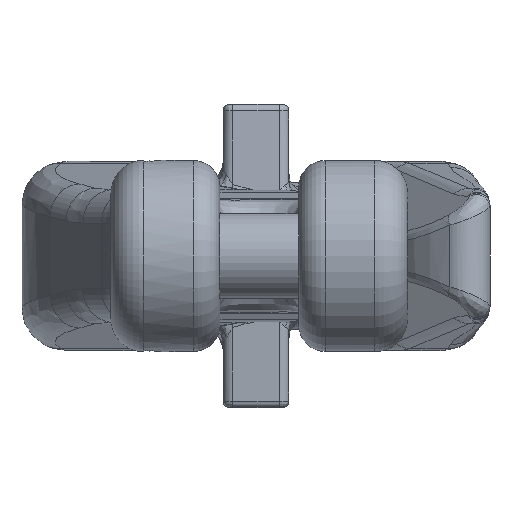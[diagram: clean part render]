
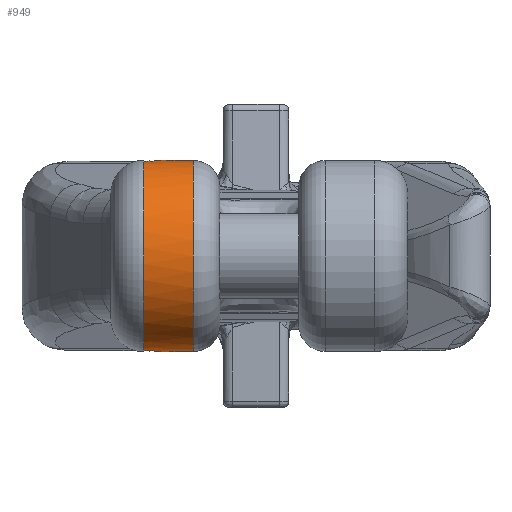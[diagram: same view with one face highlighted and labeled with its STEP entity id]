
A CAD part, left-side view. The second image highlights one B-rep face of the part: STEP entity #949.
In plain terms, the highlighted cylindrical face has radius 14.5 mm (diameter 29 mm), a partial arc.
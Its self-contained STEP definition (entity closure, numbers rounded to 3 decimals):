
#462=CYLINDRICAL_SURFACE('',#7214,14.5);
#534=FACE_OUTER_BOUND('',#2592,.T.);
#949=ADVANCED_FACE('',(#534),#462,.T.);
#1514=CIRCLE('',#7210,14.5);
#1515=CIRCLE('',#7211,14.5);
#1516=CIRCLE('',#7212,14.5);
#1517=CIRCLE('',#7213,14.5);
#1793=LINE('',#9856,#2156);
#1794=LINE('',#9860,#2157);
#2156=VECTOR('',#7764,1.);
#2157=VECTOR('',#7767,1.);
#2592=EDGE_LOOP('',(#3176,#3177,#3178,#3179,#3180,#3181,#3182,#3183));
#3176=ORIENTED_EDGE('',*,*,#5852,.T.);
#3177=ORIENTED_EDGE('',*,*,#5853,.T.);
#3178=ORIENTED_EDGE('',*,*,#5854,.T.);
#3179=ORIENTED_EDGE('',*,*,#5855,.T.);
#3180=ORIENTED_EDGE('',*,*,#5856,.T.);
#3181=ORIENTED_EDGE('',*,*,#5857,.T.);
#3182=ORIENTED_EDGE('',*,*,#5858,.T.);
#3183=ORIENTED_EDGE('',*,*,#5859,.T.);
#5226=VERTEX_POINT('',#9811);
#5227=VERTEX_POINT('',#9812);
#5228=VERTEX_POINT('',#9853);
#5229=VERTEX_POINT('',#9855);
#5230=VERTEX_POINT('',#9857);
#5231=VERTEX_POINT('',#9859);
#5232=VERTEX_POINT('',#9861);
#5233=VERTEX_POINT('',#9863);
#5852=EDGE_CURVE('',#5226,#5227,#1514,.T.);
#5853=EDGE_CURVE('',#5227,#5228,#6802,.T.);
#5854=EDGE_CURVE('',#5228,#5229,#1515,.T.);
#5855=EDGE_CURVE('',#5229,#5230,#1793,.T.);
#5856=EDGE_CURVE('',#5230,#5231,#1516,.T.);
#5857=EDGE_CURVE('',#5231,#5232,#1794,.T.);
#5858=EDGE_CURVE('',#5232,#5233,#1517,.T.);
#5859=EDGE_CURVE('',#5233,#5226,#6803,.T.);
#6802=B_SPLINE_CURVE_WITH_KNOTS('',3,(#9813,#9814,#9815,#9816,#9817,#9818,
#9819,#9820,#9821,#9822,#9823,#9824,#9825,#9826,#9827,#9828,#9829,#9830,
#9831,#9832,#9833,#9834,#9835,#9836,#9837,#9838,#9839,#9840,#9841,#9842,
#9843,#9844,#9845,#9846,#9847,#9848,#9849,#9850,#9851,#9852),
 .UNSPECIFIED.,.F.,.F.,(4,3,3,3,3,3,3,3,3,3,3,3,3,4),(0.,0.082,
0.164,0.246,0.328,0.411,
0.493,0.575,0.657,0.739,
0.822,0.905,0.986,1.),.UNSPECIFIED.);
#6803=B_SPLINE_CURVE_WITH_KNOTS('',3,(#9864,#9865,#9866,#9867,#9868,#9869,
#9870,#9871,#9872,#9873,#9874,#9875,#9876,#9877,#9878,#9879,#9880,#9881,
#9882,#9883,#9884,#9885,#9886,#9887,#9888,#9889,#9890,#9891,#9892,#9893,
#9894,#9895,#9896,#9897,#9898,#9899,#9900,#9901,#9902,#9903),
 .UNSPECIFIED.,.F.,.F.,(4,3,3,3,3,3,3,3,3,3,3,3,3,4),(0.,0.082,
0.164,0.246,0.328,0.411,
0.493,0.575,0.657,0.739,
0.822,0.905,0.986,1.),.UNSPECIFIED.);
#7210=AXIS2_PLACEMENT_3D('',#9810,#7760,#7761);
#7211=AXIS2_PLACEMENT_3D('',#9854,#7762,#7763);
#7212=AXIS2_PLACEMENT_3D('',#9858,#7765,#7766);
#7213=AXIS2_PLACEMENT_3D('',#9862,#7768,#7769);
#7214=AXIS2_PLACEMENT_3D('',#9904,#7770,#7771);
#7760=DIRECTION('',(0.,-1.,0.));
#7761=DIRECTION('',(-1.,0.,0.));
#7762=DIRECTION('',(0.,-1.,0.));
#7763=DIRECTION('',(-1.,0.,0.));
#7764=DIRECTION('',(0.,-1.,0.));
#7765=DIRECTION('',(0.,1.,0.));
#7766=DIRECTION('',(1.,0.,0.));
#7767=DIRECTION('',(0.,1.,0.));
#7768=DIRECTION('',(0.,-1.,0.));
#7769=DIRECTION('',(-1.,0.,0.));
#7770=DIRECTION('',(0.,-1.,0.));
#7771=DIRECTION('',(0.,0.,-1.));
#9810=CARTESIAN_POINT('',(-78.4,17.5,0.));
#9811=CARTESIAN_POINT('',(-79.956,17.5,14.416));
#9812=CARTESIAN_POINT('',(-79.956,17.5,-14.416));
#9813=CARTESIAN_POINT('',(-79.956,17.5,-14.416));
#9814=CARTESIAN_POINT('',(-80.045,17.327,-14.407));
#9815=CARTESIAN_POINT('',(-80.106,17.136,-14.399));
#9816=CARTESIAN_POINT('',(-80.133,16.943,-14.396));
#9817=CARTESIAN_POINT('',(-80.16,16.75,-14.393));
#9818=CARTESIAN_POINT('',(-80.154,16.549,-14.394));
#9819=CARTESIAN_POINT('',(-80.116,16.358,-14.398));
#9820=CARTESIAN_POINT('',(-80.078,16.168,-14.403));
#9821=CARTESIAN_POINT('',(-80.007,15.981,-14.411));
#9822=CARTESIAN_POINT('',(-79.909,15.813,-14.421));
#9823=CARTESIAN_POINT('',(-79.81,15.645,-14.432));
#9824=CARTESIAN_POINT('',(-79.681,15.492,-14.444));
#9825=CARTESIAN_POINT('',(-79.532,15.366,-14.456));
#9826=CARTESIAN_POINT('',(-79.383,15.239,-14.467));
#9827=CARTESIAN_POINT('',(-79.209,15.136,-14.479));
#9828=CARTESIAN_POINT('',(-79.026,15.066,-14.486));
#9829=CARTESIAN_POINT('',(-78.843,14.996,-14.494));
#9830=CARTESIAN_POINT('',(-78.645,14.956,-14.499));
#9831=CARTESIAN_POINT('',(-78.449,14.951,-14.5));
#9832=CARTESIAN_POINT('',(-78.254,14.945,-14.501));
#9833=CARTESIAN_POINT('',(-78.056,14.973,-14.497));
#9834=CARTESIAN_POINT('',(-77.87,15.032,-14.49));
#9835=CARTESIAN_POINT('',(-77.685,15.091,-14.484));
#9836=CARTESIAN_POINT('',(-77.507,15.182,-14.473));
#9837=CARTESIAN_POINT('',(-77.351,15.299,-14.462));
#9838=CARTESIAN_POINT('',(-77.195,15.416,-14.451));
#9839=CARTESIAN_POINT('',(-77.057,15.562,-14.438));
#9840=CARTESIAN_POINT('',(-76.947,15.724,-14.427));
#9841=CARTESIAN_POINT('',(-76.838,15.887,-14.416));
#9842=CARTESIAN_POINT('',(-76.755,16.071,-14.406));
#9843=CARTESIAN_POINT('',(-76.706,16.261,-14.401));
#9844=CARTESIAN_POINT('',(-76.657,16.45,-14.395));
#9845=CARTESIAN_POINT('',(-76.64,16.651,-14.393));
#9846=CARTESIAN_POINT('',(-76.656,16.846,-14.395));
#9847=CARTESIAN_POINT('',(-76.672,17.04,-14.397));
#9848=CARTESIAN_POINT('',(-76.722,17.234,-14.403));
#9849=CARTESIAN_POINT('',(-76.801,17.411,-14.412));
#9850=CARTESIAN_POINT('',(-76.814,17.441,-14.413));
#9851=CARTESIAN_POINT('',(-76.829,17.471,-14.415));
#9852=CARTESIAN_POINT('',(-76.844,17.5,-14.416));
#9853=CARTESIAN_POINT('',(-76.844,17.5,-14.416));
#9854=CARTESIAN_POINT('',(-78.4,17.5,0.));
#9855=CARTESIAN_POINT('',(-74.135,17.5,-13.859));
#9856=CARTESIAN_POINT('',(-74.135,71.,-13.859));
#9857=CARTESIAN_POINT('',(-74.135,10.,-13.859));
#9858=CARTESIAN_POINT('',(-78.4,10.,0.));
#9859=CARTESIAN_POINT('',(-74.135,10.,13.859));
#9860=CARTESIAN_POINT('',(-74.135,71.,13.859));
#9861=CARTESIAN_POINT('',(-74.135,17.5,13.859));
#9862=CARTESIAN_POINT('',(-78.4,17.5,0.));
#9863=CARTESIAN_POINT('',(-76.844,17.5,14.416));
#9864=CARTESIAN_POINT('',(-76.844,17.5,14.416));
#9865=CARTESIAN_POINT('',(-76.755,17.327,14.407));
#9866=CARTESIAN_POINT('',(-76.694,17.136,14.399));
#9867=CARTESIAN_POINT('',(-76.667,16.943,14.396));
#9868=CARTESIAN_POINT('',(-76.64,16.75,14.393));
#9869=CARTESIAN_POINT('',(-76.646,16.549,14.394));
#9870=CARTESIAN_POINT('',(-76.684,16.358,14.398));
#9871=CARTESIAN_POINT('',(-76.722,16.168,14.403));
#9872=CARTESIAN_POINT('',(-76.793,15.981,14.411));
#9873=CARTESIAN_POINT('',(-76.891,15.813,14.421));
#9874=CARTESIAN_POINT('',(-76.99,15.645,14.432));
#9875=CARTESIAN_POINT('',(-77.119,15.492,14.444));
#9876=CARTESIAN_POINT('',(-77.268,15.366,14.456));
#9877=CARTESIAN_POINT('',(-77.417,15.239,14.467));
#9878=CARTESIAN_POINT('',(-77.591,15.136,14.479));
#9879=CARTESIAN_POINT('',(-77.774,15.066,14.486));
#9880=CARTESIAN_POINT('',(-77.957,14.996,14.494));
#9881=CARTESIAN_POINT('',(-78.155,14.956,14.499));
#9882=CARTESIAN_POINT('',(-78.351,14.951,14.5));
#9883=CARTESIAN_POINT('',(-78.546,14.945,14.501));
#9884=CARTESIAN_POINT('',(-78.744,14.973,14.497));
#9885=CARTESIAN_POINT('',(-78.93,15.032,14.49));
#9886=CARTESIAN_POINT('',(-79.115,15.091,14.484));
#9887=CARTESIAN_POINT('',(-79.293,15.182,14.473));
#9888=CARTESIAN_POINT('',(-79.449,15.299,14.462));
#9889=CARTESIAN_POINT('',(-79.605,15.416,14.451));
#9890=CARTESIAN_POINT('',(-79.743,15.562,14.438));
#9891=CARTESIAN_POINT('',(-79.853,15.724,14.427));
#9892=CARTESIAN_POINT('',(-79.962,15.887,14.416));
#9893=CARTESIAN_POINT('',(-80.045,16.071,14.406));
#9894=CARTESIAN_POINT('',(-80.094,16.261,14.401));
#9895=CARTESIAN_POINT('',(-80.143,16.45,14.395));
#9896=CARTESIAN_POINT('',(-80.16,16.651,14.393));
#9897=CARTESIAN_POINT('',(-80.144,16.846,14.395));
#9898=CARTESIAN_POINT('',(-80.128,17.04,14.397));
#9899=CARTESIAN_POINT('',(-80.078,17.234,14.403));
#9900=CARTESIAN_POINT('',(-79.999,17.411,14.412));
#9901=CARTESIAN_POINT('',(-79.986,17.441,14.413));
#9902=CARTESIAN_POINT('',(-79.971,17.471,14.415));
#9903=CARTESIAN_POINT('',(-79.956,17.5,14.416));
#9904=CARTESIAN_POINT('',(-78.4,71.,0.));
